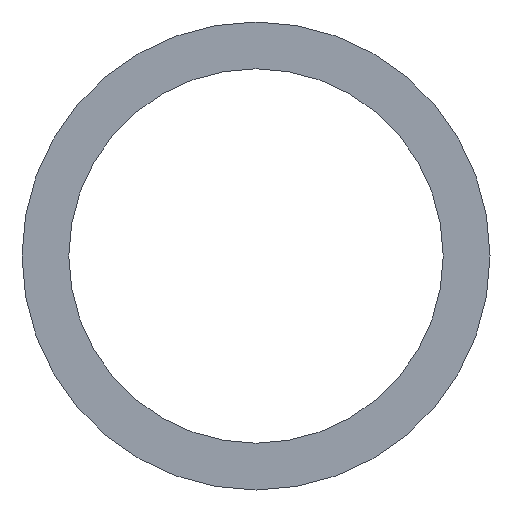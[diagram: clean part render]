
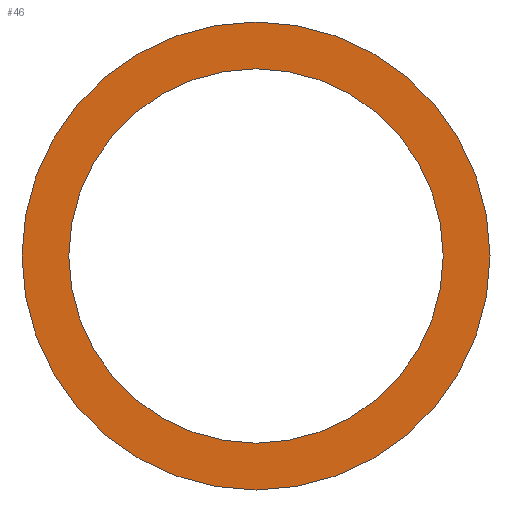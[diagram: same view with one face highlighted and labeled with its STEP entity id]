
A CAD part, front view. The second image highlights one B-rep face of the part: STEP entity #46.
In plain terms, the highlighted planar face has unit normal (0, -1, 0).
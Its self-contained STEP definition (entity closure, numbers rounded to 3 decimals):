
#2 = EDGE_LOOP ( 'NONE', ( #206, #77 ) ) ;
#3 = AXIS2_PLACEMENT_3D ( 'NONE', #237, #30, #10 ) ;
#4 = CARTESIAN_POINT ( 'NONE',  ( 0., 0., 0. ) ) ;
#9 = EDGE_LOOP ( 'NONE', ( #202, #24 ) ) ;
#10 = DIRECTION ( 'NONE',  ( 0., 0., 1. ) ) ;
#24 = ORIENTED_EDGE ( 'NONE', *, *, #93, .F. ) ;
#25 = PLANE ( 'NONE',  #145 ) ;
#29 = FACE_OUTER_BOUND ( 'NONE', #9, .T. ) ;
#30 = DIRECTION ( 'NONE',  ( 0., 1., 0. ) ) ;
#31 = VERTEX_POINT ( 'NONE', #212 ) ;
#46 = ADVANCED_FACE ( 'NONE', ( #29, #118 ), #25, .F. ) ;
#52 = DIRECTION ( 'NONE',  ( 0., 0., 1. ) ) ;
#75 = EDGE_CURVE ( 'NONE', #31, #119, #141, .T. ) ;
#77 = ORIENTED_EDGE ( 'NONE', *, *, #75, .T. ) ;
#81 = DIRECTION ( 'NONE',  ( 0., 1., 0. ) ) ;
#82 = DIRECTION ( 'NONE',  ( 0., 1., 0. ) ) ;
#93 = EDGE_CURVE ( 'NONE', #190, #124, #130, .T. ) ;
#98 = DIRECTION ( 'NONE',  ( 0., 0., 1. ) ) ;
#99 = DIRECTION ( 'NONE',  ( 0., 0., 1. ) ) ;
#118 = FACE_BOUND ( 'NONE', #2, .T. ) ;
#119 = VERTEX_POINT ( 'NONE', #173 ) ;
#124 = VERTEX_POINT ( 'NONE', #243 ) ;
#126 = DIRECTION ( 'NONE',  ( 0., 0., 1. ) ) ;
#130 = CIRCLE ( 'NONE', #3, 5. ) ;
#133 = CARTESIAN_POINT ( 'NONE',  ( 0., 0., 0. ) ) ;
#141 = CIRCLE ( 'NONE', #203, 4. ) ;
#145 = AXIS2_PLACEMENT_3D ( 'NONE', #133, #81, #98 ) ;
#146 = CIRCLE ( 'NONE', #217, 5. ) ;
#172 = EDGE_CURVE ( 'NONE', #119, #31, #247, .T. ) ;
#173 = CARTESIAN_POINT ( 'NONE',  ( 0., 0., -4. ) ) ;
#178 = CARTESIAN_POINT ( 'NONE',  ( 0., 0., 0. ) ) ;
#190 = VERTEX_POINT ( 'NONE', #197 ) ;
#197 = CARTESIAN_POINT ( 'NONE',  ( 0., 0., 5. ) ) ;
#202 = ORIENTED_EDGE ( 'NONE', *, *, #231, .F. ) ;
#203 = AXIS2_PLACEMENT_3D ( 'NONE', #4, #82, #99 ) ;
#206 = ORIENTED_EDGE ( 'NONE', *, *, #172, .T. ) ;
#212 = CARTESIAN_POINT ( 'NONE',  ( 0., 0., 4. ) ) ;
#214 = AXIS2_PLACEMENT_3D ( 'NONE', #218, #242, #52 ) ;
#217 = AXIS2_PLACEMENT_3D ( 'NONE', #178, #244, #126 ) ;
#218 = CARTESIAN_POINT ( 'NONE',  ( 0., 0., 0. ) ) ;
#231 = EDGE_CURVE ( 'NONE', #124, #190, #146, .T. ) ;
#237 = CARTESIAN_POINT ( 'NONE',  ( 0., 0., 0. ) ) ;
#242 = DIRECTION ( 'NONE',  ( 0., 1., 0. ) ) ;
#243 = CARTESIAN_POINT ( 'NONE',  ( 0., 0., -5. ) ) ;
#244 = DIRECTION ( 'NONE',  ( 0., 1., 0. ) ) ;
#247 = CIRCLE ( 'NONE', #214, 4. ) ;
